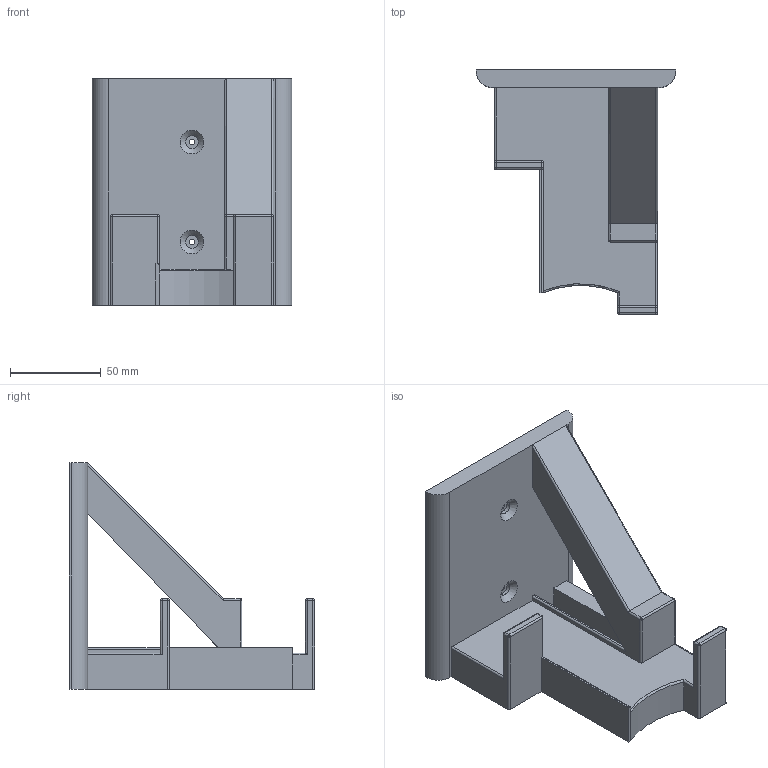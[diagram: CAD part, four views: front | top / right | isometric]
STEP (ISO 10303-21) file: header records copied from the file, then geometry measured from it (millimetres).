
FILE_DESCRIPTION(('FreeCAD Model'),'2;1');
FILE_NAME('Open CASCADE Shape Model','2025-04-06T13:42:12',(''),(''), 'Open CASCADE STEP processor 7.8','FreeCAD','Unknown');
FILE_SCHEMA(('AUTOMOTIVE_DESIGN { 1 0 10303 214 1 1 1 1 }'));
Length unit declared in the file: millimetre
Products named in the file (1): Fillet001
Bounding box: 110 x 135 x 125 mm (x, y, z)
Volume: 357199.7 mm3; surface area: 69723.6 mm2
Topology: 1 solids, 1 shells, 80 faces, 207 edges, 118 vertices
Faces by surface type: cylinder 35, plane 32, sphere 10, cone 2, torus 1
Full cylindrical faces by diameter (mm): 3 x2, 7 x2
Entity records: 2402 total; most frequent: CARTESIAN_POINT 438, DIRECTION 422, ORIENTED_EDGE 394, EDGE_CURVE 197, AXIS2_PLACEMENT_3D 146, LINE 130, VECTOR 130, VERTEX_POINT 118
